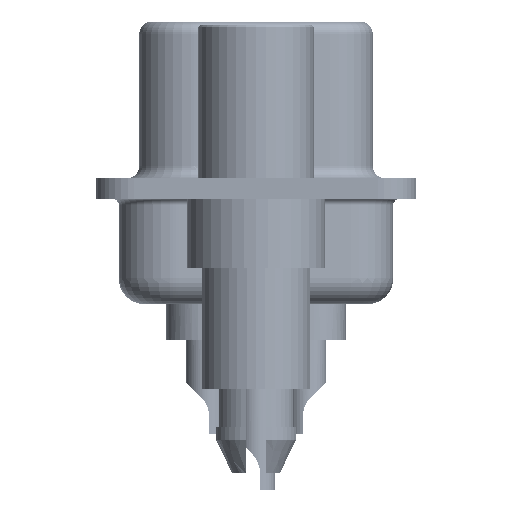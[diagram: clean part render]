
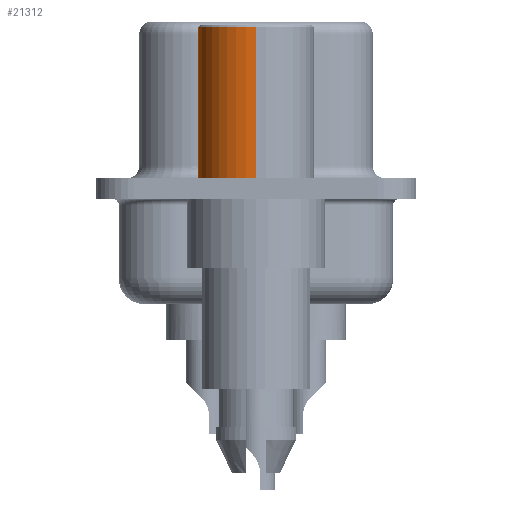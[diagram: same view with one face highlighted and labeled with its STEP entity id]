
A CAD part, left-side view. The second image highlights one B-rep face of the part: STEP entity #21312.
In plain terms, the highlighted cylindrical face has radius 2.25 mm (diameter 4.5 mm), a partial arc.
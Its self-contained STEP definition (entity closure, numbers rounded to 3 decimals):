
#973 = FACE_OUTER_BOUND ( 'NONE', #30231, .T. ) ;
#1632 = AXIS2_PLACEMENT_3D ( 'NONE', #9013, #27157, #11663 ) ;
#2042 = VERTEX_POINT ( 'NONE', #31073 ) ;
#3482 = CARTESIAN_POINT ( 'NONE',  ( -2.25, 0., 6.3 ) ) ;
#4194 = ORIENTED_EDGE ( 'NONE', *, *, #16202, .T. ) ;
#5096 = DIRECTION ( 'NONE',  ( 0., 0., 1. ) ) ;
#5199 = CARTESIAN_POINT ( 'NONE',  ( -2.25, 0., 0.4 ) ) ;
#7060 = VERTEX_POINT ( 'NONE', #5199 ) ;
#7456 = AXIS2_PLACEMENT_3D ( 'NONE', #20613, #15404, #30794 ) ;
#9013 = CARTESIAN_POINT ( 'NONE',  ( 0., 0., 0.4 ) ) ;
#10464 = CIRCLE ( 'NONE', #14243, 2.25 ) ;
#10567 = VERTEX_POINT ( 'NONE', #14204 ) ;
#10776 = ORIENTED_EDGE ( 'NONE', *, *, #27658, .T. ) ;
#11015 = LINE ( 'NONE', #22751, #31594 ) ;
#11663 = DIRECTION ( 'NONE',  ( 1., 0., 0. ) ) ;
#12947 = CARTESIAN_POINT ( 'NONE',  ( 0., 0., 6.3 ) ) ;
#14137 = LINE ( 'NONE', #14978, #27043 ) ;
#14204 = CARTESIAN_POINT ( 'NONE',  ( 2.25, 0., 0.4 ) ) ;
#14243 = AXIS2_PLACEMENT_3D ( 'NONE', #12947, #30958, #15592 ) ;
#14882 = VERTEX_POINT ( 'NONE', #3482 ) ;
#14978 = CARTESIAN_POINT ( 'NONE',  ( -2.25, 0., 0.581 ) ) ;
#15404 = DIRECTION ( 'NONE',  ( 0., 0., 1. ) ) ;
#15592 = DIRECTION ( 'NONE',  ( 1., 0., 0. ) ) ;
#16202 = EDGE_CURVE ( 'NONE', #7060, #14882, #14137, .T. ) ;
#17600 = DIRECTION ( 'NONE',  ( 0., 0., 1. ) ) ;
#20130 = EDGE_CURVE ( 'NONE', #2042, #14882, #10464, .T. ) ;
#20613 = CARTESIAN_POINT ( 'NONE',  ( 0., 0., 0.581 ) ) ;
#21312 = ADVANCED_FACE ( 'NONE', ( #973 ), #27007, .T. ) ;
#22751 = CARTESIAN_POINT ( 'NONE',  ( 2.25, 0., 0.581 ) ) ;
#25485 = EDGE_CURVE ( 'NONE', #10567, #2042, #11015, .T. ) ;
#26366 = ORIENTED_EDGE ( 'NONE', *, *, #20130, .F. ) ;
#27007 = CYLINDRICAL_SURFACE ( 'NONE', #7456, 2.25 ) ;
#27043 = VECTOR ( 'NONE', #17600, 1000. ) ;
#27157 = DIRECTION ( 'NONE',  ( 0., 0., 1. ) ) ;
#27658 = EDGE_CURVE ( 'NONE', #10567, #7060, #32401, .T. ) ;
#29547 = ORIENTED_EDGE ( 'NONE', *, *, #25485, .F. ) ;
#30231 = EDGE_LOOP ( 'NONE', ( #10776, #4194, #26366, #29547 ) ) ;
#30794 = DIRECTION ( 'NONE',  ( 1., 0., 0. ) ) ;
#30958 = DIRECTION ( 'NONE',  ( 0., 0., 1. ) ) ;
#31073 = CARTESIAN_POINT ( 'NONE',  ( 2.25, 0., 6.3 ) ) ;
#31594 = VECTOR ( 'NONE', #5096, 1000. ) ;
#32401 = CIRCLE ( 'NONE', #1632, 2.25 ) ;
